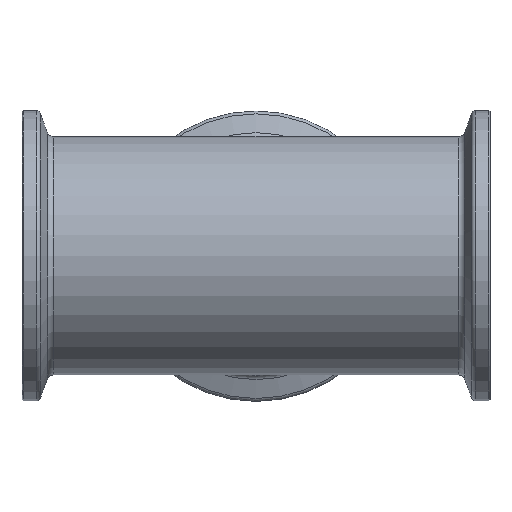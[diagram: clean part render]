
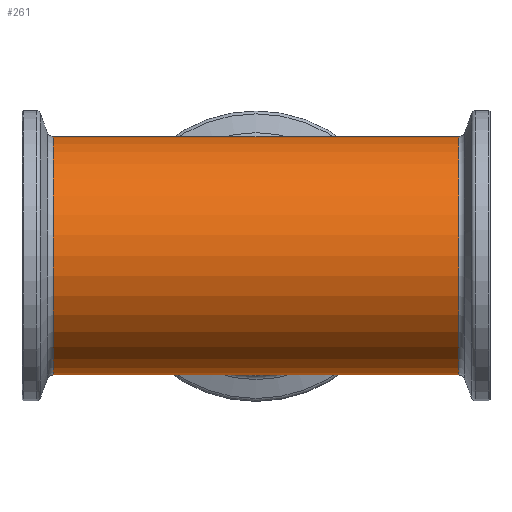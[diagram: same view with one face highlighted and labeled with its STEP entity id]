
A CAD part, top view. The second image highlights one B-rep face of the part: STEP entity #261.
In plain terms, the highlighted cylindrical face has radius 55 mm (diameter 110 mm), a full revolution.
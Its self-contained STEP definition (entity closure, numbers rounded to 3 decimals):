
#37=ELLIPSE('',#302,77.782,55.);
#38=ELLIPSE('',#303,77.782,55.);
#46=ORIENTED_EDGE('',*,*,#94,.F.);
#47=ORIENTED_EDGE('',*,*,#95,.T.);
#48=ORIENTED_EDGE('',*,*,#96,.F.);
#49=ORIENTED_EDGE('',*,*,#97,.T.);
#94=EDGE_CURVE('',#119,#120,#37,.T.);
#95=EDGE_CURVE('',#119,#120,#38,.T.);
#96=EDGE_CURVE('',#121,#121,#142,.T.);
#97=EDGE_CURVE('',#122,#122,#143,.T.);
#119=VERTEX_POINT('',#452);
#120=VERTEX_POINT('',#453);
#121=VERTEX_POINT('',#456);
#122=VERTEX_POINT('',#458);
#142=CIRCLE('',#304,55.);
#143=CIRCLE('',#305,55.);
#165=EDGE_LOOP('',(#46,#47));
#166=EDGE_LOOP('',(#48));
#167=EDGE_LOOP('',(#49));
#211=FACE_BOUND('',#165,.T.);
#212=FACE_BOUND('',#166,.T.);
#213=FACE_BOUND('',#167,.T.);
#254=CYLINDRICAL_SURFACE('',#301,55.);
#261=ADVANCED_FACE('',(#211,#212,#213),#254,.T.);
#301=AXIS2_PLACEMENT_3D('',#450,#357,#358);
#302=AXIS2_PLACEMENT_3D('',#451,#359,#360);
#303=AXIS2_PLACEMENT_3D('',#454,#361,#362);
#304=AXIS2_PLACEMENT_3D('',#455,#363,#364);
#305=AXIS2_PLACEMENT_3D('',#457,#365,#366);
#357=DIRECTION('',(-1.,0.,0.));
#358=DIRECTION('',(0.,0.,1.));
#359=DIRECTION('',(0.707,0.,-0.707));
#360=DIRECTION('',(0.707,0.,0.707));
#361=DIRECTION('',(0.707,0.,0.707));
#362=DIRECTION('',(-0.707,0.,0.707));
#363=DIRECTION('',(-1.,0.,0.));
#364=DIRECTION('',(0.,0.,1.));
#365=DIRECTION('',(-1.,0.,0.));
#366=DIRECTION('',(0.,0.,1.));
#450=CARTESIAN_POINT('',(0.,0.,0.));
#451=CARTESIAN_POINT('',(0.,0.,0.));
#452=CARTESIAN_POINT('',(0.,-55.,0.));
#453=CARTESIAN_POINT('',(0.,55.,0.));
#454=CARTESIAN_POINT('',(0.,0.,0.));
#455=CARTESIAN_POINT('',(-93.574,0.,0.));
#456=CARTESIAN_POINT('',(-93.574,0.,55.));
#457=CARTESIAN_POINT('',(93.574,0.,0.));
#458=CARTESIAN_POINT('',(93.574,0.,55.));
